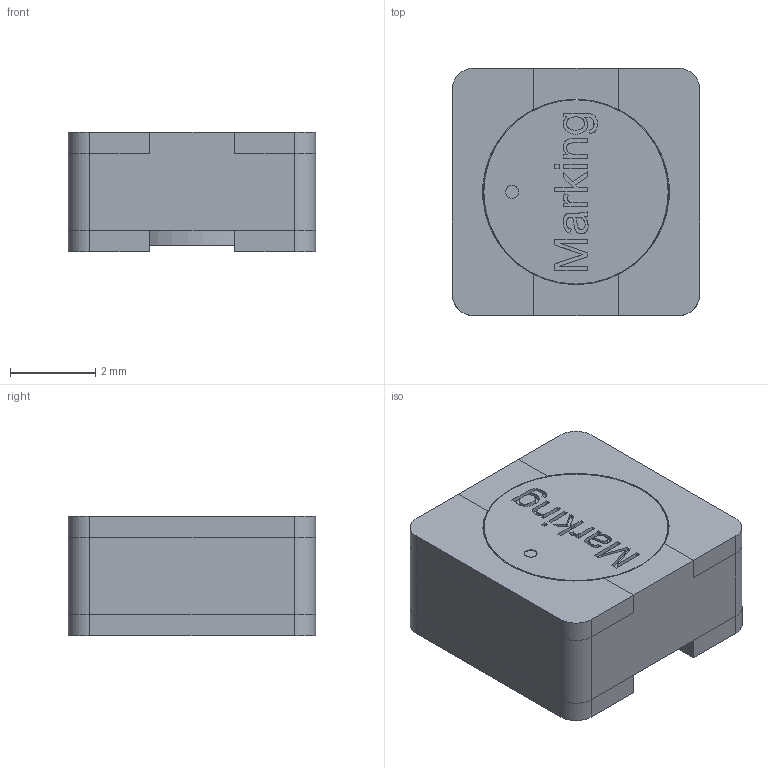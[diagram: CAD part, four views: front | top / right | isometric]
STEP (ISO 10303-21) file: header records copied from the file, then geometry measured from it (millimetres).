
FILE_DESCRIPTION( ( 'Unknown' ), '1' );
FILE_NAME( '744053xxx.stp', 'Unknown', ( 'Unknown' ), ( 'Unknown' ), 'PSStep 13.0', 'Unknown', ' ' );
FILE_SCHEMA( ( 'AUTOMOTIVE_DESIGN { 1 0 10303 214 1 1 1 1 }' ) );
Length unit declared in the file: millimetre
Products named in the file (7): Assem1; base; Lötstreifen
Bounding box: 5.8 x 5.8 x 2.8 mm (x, y, z)
Surface area: 602.8 mm2
Topology: 12 solids, 12 shells, 292 faces, 704 edges, 464 vertices
Faces by surface type: plane 196, cylinder 42, extrusion 32, bspline 16, torus 6
Full cylindrical faces by diameter (mm): 0.18 x6, 0.3 x2, 2 x2, 4.32 x2, 4.35 x2
Entity records: 7631 total; most frequent: CARTESIAN_POINT 3297, ORIENTED_EDGE 660, DIRECTION 517, EDGE_CURVE 330, VERTEX_POINT 229, EDGE_LOOP 181, AXIS2_PLACEMENT_3D 174, VECTOR 169
